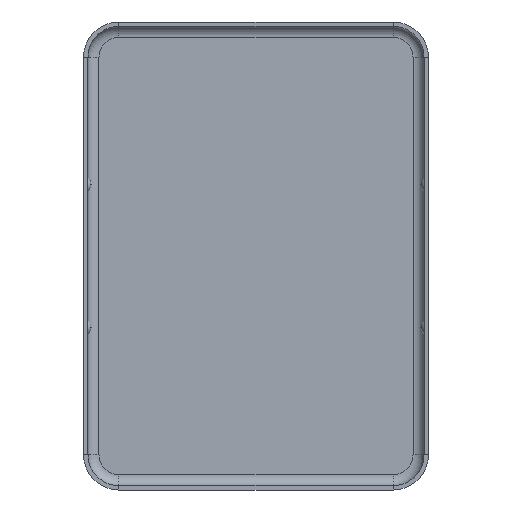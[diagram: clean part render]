
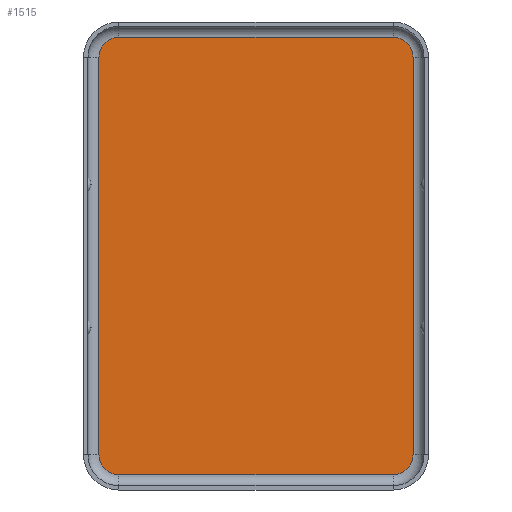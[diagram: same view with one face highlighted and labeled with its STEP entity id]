
A CAD part, front view. The second image highlights one B-rep face of the part: STEP entity #1515.
In plain terms, the highlighted planar face has unit normal (0, -1, 0).
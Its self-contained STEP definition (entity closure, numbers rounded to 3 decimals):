
#7 = VERTEX_POINT ( 'NONE', #481 ) ;
#15 = AXIS2_PLACEMENT_3D ( 'NONE', #630, #992, #733 ) ;
#43 = VERTEX_POINT ( 'NONE', #109 ) ;
#45 = DIRECTION ( 'NONE',  ( 0., 1., 0. ) ) ;
#109 = CARTESIAN_POINT ( 'NONE',  ( 7.15, 0., -9.05 ) ) ;
#192 = DIRECTION ( 'NONE',  ( 0., 0., -1. ) ) ;
#288 = CARTESIAN_POINT ( 'NONE',  ( -6.25, 0., 9.95 ) ) ;
#290 = DIRECTION ( 'NONE',  ( 0., -1., 0. ) ) ;
#312 = DIRECTION ( 'NONE',  ( 0., 0., -1. ) ) ;
#324 = LINE ( 'NONE', #1058, #1337 ) ;
#325 = ORIENTED_EDGE ( 'NONE', *, *, #414, .T. ) ;
#327 = DIRECTION ( 'NONE',  ( -1., 0., 0. ) ) ;
#378 = ORIENTED_EDGE ( 'NONE', *, *, #1213, .F. ) ;
#414 = EDGE_CURVE ( 'NONE', #1406, #1018, #324, .T. ) ;
#426 = ORIENTED_EDGE ( 'NONE', *, *, #961, .T. ) ;
#434 = VERTEX_POINT ( 'NONE', #1550 ) ;
#436 = CARTESIAN_POINT ( 'NONE',  ( -6.25, 0., -9.05 ) ) ;
#440 = VERTEX_POINT ( 'NONE', #789 ) ;
#447 = VECTOR ( 'NONE', #327, 1000. ) ;
#466 = EDGE_CURVE ( 'NONE', #1018, #434, #489, .T. ) ;
#481 = CARTESIAN_POINT ( 'NONE',  ( 7.15, 0., 9.05 ) ) ;
#486 = VECTOR ( 'NONE', #1180, 1000. ) ;
#489 = CIRCLE ( 'NONE', #1103, 0.9 ) ;
#509 = CIRCLE ( 'NONE', #15, 0.9 ) ;
#534 = ORIENTED_EDGE ( 'NONE', *, *, #1328, .F. ) ;
#548 = DIRECTION ( 'NONE',  ( -1., 0., 0. ) ) ;
#576 = DIRECTION ( 'NONE',  ( 0., 1., 0. ) ) ;
#581 = AXIS2_PLACEMENT_3D ( 'NONE', #806, #290, #312 ) ;
#607 = VECTOR ( 'NONE', #1540, 1000. ) ;
#616 = CARTESIAN_POINT ( 'NONE',  ( -7.15, 0., -9.05 ) ) ;
#630 = CARTESIAN_POINT ( 'NONE',  ( 6.25, 0., 9.05 ) ) ;
#656 = AXIS2_PLACEMENT_3D ( 'NONE', #1198, #576, #1581 ) ;
#668 = PLANE ( 'NONE',  #581 ) ;
#691 = CARTESIAN_POINT ( 'NONE',  ( 6.25, 0., 9.95 ) ) ;
#724 = EDGE_CURVE ( 'NONE', #1593, #740, #1278, .T. ) ;
#729 = ORIENTED_EDGE ( 'NONE', *, *, #466, .T. ) ;
#733 = DIRECTION ( 'NONE',  ( 1., 0., 0. ) ) ;
#734 = EDGE_LOOP ( 'NONE', ( #534, #1613, #1181, #426, #824, #378, #325, #729 ) ) ;
#740 = VERTEX_POINT ( 'NONE', #288 ) ;
#750 = LINE ( 'NONE', #1317, #486 ) ;
#789 = CARTESIAN_POINT ( 'NONE',  ( 6.25, 0., -9.95 ) ) ;
#806 = CARTESIAN_POINT ( 'NONE',  ( 6.25, 0., -9.05 ) ) ;
#824 = ORIENTED_EDGE ( 'NONE', *, *, #724, .T. ) ;
#932 = DIRECTION ( 'NONE',  ( 0., -1., 0. ) ) ;
#934 = CARTESIAN_POINT ( 'NONE',  ( -7.15, 0., 9.05 ) ) ;
#961 = EDGE_CURVE ( 'NONE', #7, #1593, #509, .T. ) ;
#967 = CIRCLE ( 'NONE', #1584, 0.9 ) ;
#992 = DIRECTION ( 'NONE',  ( 0., -1., 0. ) ) ;
#1018 = VERTEX_POINT ( 'NONE', #616 ) ;
#1031 = DIRECTION ( 'NONE',  ( -1., 0., 0. ) ) ;
#1058 = CARTESIAN_POINT ( 'NONE',  ( -7.15, 0., 0. ) ) ;
#1069 = CARTESIAN_POINT ( 'NONE',  ( 6.25, 0., -9.95 ) ) ;
#1075 = CIRCLE ( 'NONE', #656, 0.9 ) ;
#1103 = AXIS2_PLACEMENT_3D ( 'NONE', #436, #932, #548 ) ;
#1140 = CARTESIAN_POINT ( 'NONE',  ( 6.25, 0., 9.95 ) ) ;
#1180 = DIRECTION ( 'NONE',  ( 0., 0., -1. ) ) ;
#1181 = ORIENTED_EDGE ( 'NONE', *, *, #1413, .F. ) ;
#1198 = CARTESIAN_POINT ( 'NONE',  ( 6.25, 0., -9.05 ) ) ;
#1213 = EDGE_CURVE ( 'NONE', #1406, #740, #967, .T. ) ;
#1214 = LINE ( 'NONE', #1069, #447 ) ;
#1278 = LINE ( 'NONE', #1140, #607 ) ;
#1317 = CARTESIAN_POINT ( 'NONE',  ( 7.15, 0., 0. ) ) ;
#1328 = EDGE_CURVE ( 'NONE', #440, #434, #1214, .T. ) ;
#1337 = VECTOR ( 'NONE', #192, 1000. ) ;
#1406 = VERTEX_POINT ( 'NONE', #934 ) ;
#1413 = EDGE_CURVE ( 'NONE', #7, #43, #750, .T. ) ;
#1515 = ADVANCED_FACE ( 'NONE', ( #1576 ), #668, .T. ) ;
#1519 = EDGE_CURVE ( 'NONE', #43, #440, #1075, .T. ) ;
#1540 = DIRECTION ( 'NONE',  ( -1., 0., 0. ) ) ;
#1546 = CARTESIAN_POINT ( 'NONE',  ( -6.25, 0., 9.05 ) ) ;
#1550 = CARTESIAN_POINT ( 'NONE',  ( -6.25, 0., -9.95 ) ) ;
#1576 = FACE_OUTER_BOUND ( 'NONE', #734, .T. ) ;
#1581 = DIRECTION ( 'NONE',  ( 1., 0., 0. ) ) ;
#1584 = AXIS2_PLACEMENT_3D ( 'NONE', #1546, #45, #1031 ) ;
#1593 = VERTEX_POINT ( 'NONE', #691 ) ;
#1613 = ORIENTED_EDGE ( 'NONE', *, *, #1519, .F. ) ;
